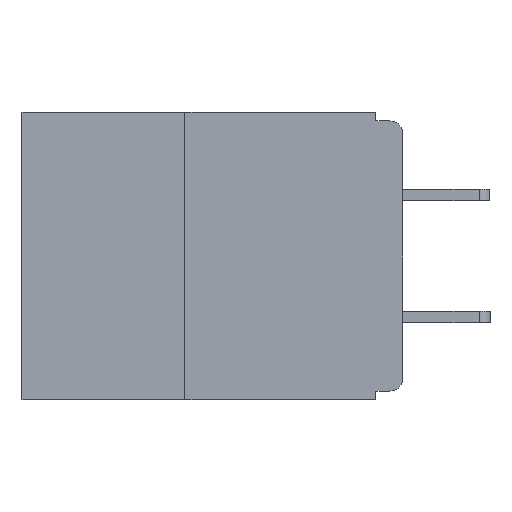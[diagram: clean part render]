
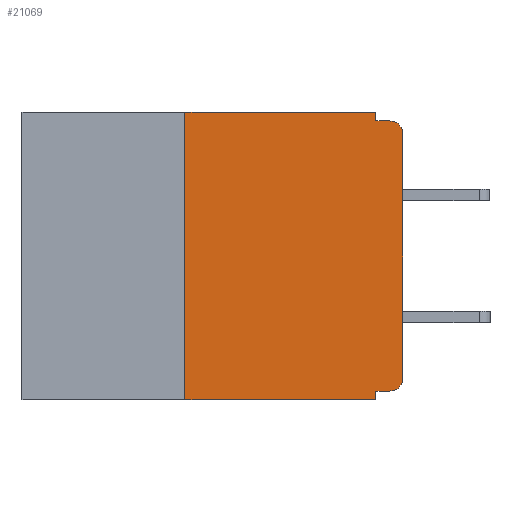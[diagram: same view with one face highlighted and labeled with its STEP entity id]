
A CAD part, left-side view. The second image highlights one B-rep face of the part: STEP entity #21069.
In plain terms, the highlighted planar face has unit normal (-1, 0, 0).
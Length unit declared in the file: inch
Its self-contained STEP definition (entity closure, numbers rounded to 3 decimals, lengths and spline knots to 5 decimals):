
#493 = CARTESIAN_POINT ( 'NONE',  ( 0., 0., -0.32 ) ) ;
#566 = ORIENTED_EDGE ( 'NONE', *, *, #2736, .T. ) ;
#579 = ORIENTED_EDGE ( 'NONE', *, *, #797, .F. ) ;
#797 = EDGE_CURVE ( 'NONE', #18735, #5959, #17911, .T. ) ;
#1157 = DIRECTION ( 'NONE',  ( 0., 0., -1. ) ) ;
#1775 = EDGE_CURVE ( 'NONE', #17648, #2727, #10618, .T. ) ;
#1970 = VECTOR ( 'NONE', #1157, 39.37008 ) ;
#2413 = CARTESIAN_POINT ( 'NONE',  ( 0., 0.25, -0.33 ) ) ;
#2727 = VERTEX_POINT ( 'NONE', #22103 ) ;
#2736 = EDGE_CURVE ( 'NONE', #2727, #6214, #4554, .T. ) ;
#2814 = ORIENTED_EDGE ( 'NONE', *, *, #8614, .F. ) ;
#2943 = DIRECTION ( 'NONE',  ( 1., 0., 0. ) ) ;
#4295 = ORIENTED_EDGE ( 'NONE', *, *, #14560, .F. ) ;
#4345 = VERTEX_POINT ( 'NONE', #24175 ) ;
#4554 = LINE ( 'NONE', #9041, #20777 ) ;
#4600 = DIRECTION ( 'NONE',  ( 0., 0., 1. ) ) ;
#5141 = ORIENTED_EDGE ( 'NONE', *, *, #13101, .F. ) ;
#5487 = CARTESIAN_POINT ( 'NONE',  ( 0., 0.25, 0. ) ) ;
#5494 = ORIENTED_EDGE ( 'NONE', *, *, #22500, .F. ) ;
#5959 = VERTEX_POINT ( 'NONE', #27022 ) ;
#6169 = VECTOR ( 'NONE', #16239, 39.37008 ) ;
#6214 = VERTEX_POINT ( 'NONE', #23764 ) ;
#6330 = EDGE_CURVE ( 'NONE', #6214, #10568, #7582, .T. ) ;
#6463 = DIRECTION ( 'NONE',  ( 0., -1., 0. ) ) ;
#7503 = ORIENTED_EDGE ( 'NONE', *, *, #6330, .T. ) ;
#7582 = CIRCLE ( 'NONE', #15825, 0.015 ) ;
#8131 = AXIS2_PLACEMENT_3D ( 'NONE', #20670, #2943, #24880 ) ;
#8458 = CARTESIAN_POINT ( 'NONE',  ( 0., 0.015, -0.32 ) ) ;
#8614 = EDGE_CURVE ( 'NONE', #18154, #4345, #19706, .T. ) ;
#8956 = DIRECTION ( 'NONE',  ( -1., 0., 0. ) ) ;
#9041 = CARTESIAN_POINT ( 'NONE',  ( 0., 0., 0. ) ) ;
#9358 = EDGE_CURVE ( 'NONE', #17648, #18154, #11471, .T. ) ;
#9381 = CARTESIAN_POINT ( 'NONE',  ( 0., 0.015, -0.01 ) ) ;
#9488 = VERTEX_POINT ( 'NONE', #25022 ) ;
#9776 = PLANE ( 'NONE',  #8131 ) ;
#9975 = DIRECTION ( 'NONE',  ( -1., 0., 0. ) ) ;
#10100 = EDGE_CURVE ( 'NONE', #16881, #4345, #21936, .T. ) ;
#10378 = VECTOR ( 'NONE', #24728, 39.37008 ) ;
#10568 = VERTEX_POINT ( 'NONE', #9381 ) ;
#10618 = CIRCLE ( 'NONE', #14880, 0.015 ) ;
#11291 = LINE ( 'NONE', #20261, #16463 ) ;
#11471 = LINE ( 'NONE', #493, #6169 ) ;
#12352 = ORIENTED_EDGE ( 'NONE', *, *, #9358, .F. ) ;
#12623 = DIRECTION ( 'NONE',  ( 0., -1., 0. ) ) ;
#12760 = VECTOR ( 'NONE', #6463, 39.37008 ) ;
#13052 = EDGE_LOOP ( 'NONE', ( #566, #7503, #5494, #4295, #579, #5141, #22026, #2814, #12352, #24449 ) ) ;
#13101 = EDGE_CURVE ( 'NONE', #16881, #18735, #25386, .T. ) ;
#14560 = EDGE_CURVE ( 'NONE', #5959, #9488, #11291, .T. ) ;
#14754 = VECTOR ( 'NONE', #24028, 39.37008 ) ;
#14880 = AXIS2_PLACEMENT_3D ( 'NONE', #22952, #9975, #25061 ) ;
#15825 = AXIS2_PLACEMENT_3D ( 'NONE', #22001, #8956, #24126 ) ;
#16239 = DIRECTION ( 'NONE',  ( 0., 1., 0. ) ) ;
#16463 = VECTOR ( 'NONE', #24501, 39.37008 ) ;
#16881 = VERTEX_POINT ( 'NONE', #2413 ) ;
#16890 = CARTESIAN_POINT ( 'NONE',  ( 0., 0.031, -0.33 ) ) ;
#17648 = VERTEX_POINT ( 'NONE', #8458 ) ;
#17911 = LINE ( 'NONE', #19692, #12760 ) ;
#17977 = VECTOR ( 'NONE', #12623, 39.37008 ) ;
#18154 = VERTEX_POINT ( 'NONE', #18995 ) ;
#18735 = VERTEX_POINT ( 'NONE', #5487 ) ;
#18995 = CARTESIAN_POINT ( 'NONE',  ( 0., 0.031, -0.32 ) ) ;
#19692 = CARTESIAN_POINT ( 'NONE',  ( 0., 0.437, 0. ) ) ;
#19706 = LINE ( 'NONE', #16890, #1970 ) ;
#20261 = CARTESIAN_POINT ( 'NONE',  ( 0., 0.031, 0. ) ) ;
#20670 = CARTESIAN_POINT ( 'NONE',  ( 0., 0.437, 0. ) ) ;
#20777 = VECTOR ( 'NONE', #4600, 39.37008 ) ;
#21069 = ADVANCED_FACE ( 'NONE', ( #28206 ), #9776, .F. ) ;
#21915 = CARTESIAN_POINT ( 'NONE',  ( 0., 0.25, -0.33 ) ) ;
#21936 = LINE ( 'NONE', #26817, #10378 ) ;
#22001 = CARTESIAN_POINT ( 'NONE',  ( 0., 0.015, -0.025 ) ) ;
#22026 = ORIENTED_EDGE ( 'NONE', *, *, #10100, .T. ) ;
#22103 = CARTESIAN_POINT ( 'NONE',  ( 0., 0., -0.305 ) ) ;
#22500 = EDGE_CURVE ( 'NONE', #9488, #10568, #24893, .T. ) ;
#22952 = CARTESIAN_POINT ( 'NONE',  ( 0., 0.015, -0.305 ) ) ;
#23764 = CARTESIAN_POINT ( 'NONE',  ( 0., 0., -0.025 ) ) ;
#24028 = DIRECTION ( 'NONE',  ( 0., 0., 1. ) ) ;
#24126 = DIRECTION ( 'NONE',  ( 0., 0., -1. ) ) ;
#24175 = CARTESIAN_POINT ( 'NONE',  ( 0., 0.031, -0.33 ) ) ;
#24449 = ORIENTED_EDGE ( 'NONE', *, *, #1775, .T. ) ;
#24501 = DIRECTION ( 'NONE',  ( 0., 0., -1. ) ) ;
#24728 = DIRECTION ( 'NONE',  ( 0., -1., 0. ) ) ;
#24880 = DIRECTION ( 'NONE',  ( 0., 0., -1. ) ) ;
#24893 = LINE ( 'NONE', #25430, #17977 ) ;
#25022 = CARTESIAN_POINT ( 'NONE',  ( 0., 0.031, -0.01 ) ) ;
#25061 = DIRECTION ( 'NONE',  ( 0., 0., -1. ) ) ;
#25386 = LINE ( 'NONE', #21915, #14754 ) ;
#25430 = CARTESIAN_POINT ( 'NONE',  ( 0., 0., -0.01 ) ) ;
#26817 = CARTESIAN_POINT ( 'NONE',  ( 0., 0.437, -0.33 ) ) ;
#27022 = CARTESIAN_POINT ( 'NONE',  ( 0., 0.031, 0. ) ) ;
#28206 = FACE_OUTER_BOUND ( 'NONE', #13052, .T. ) ;
